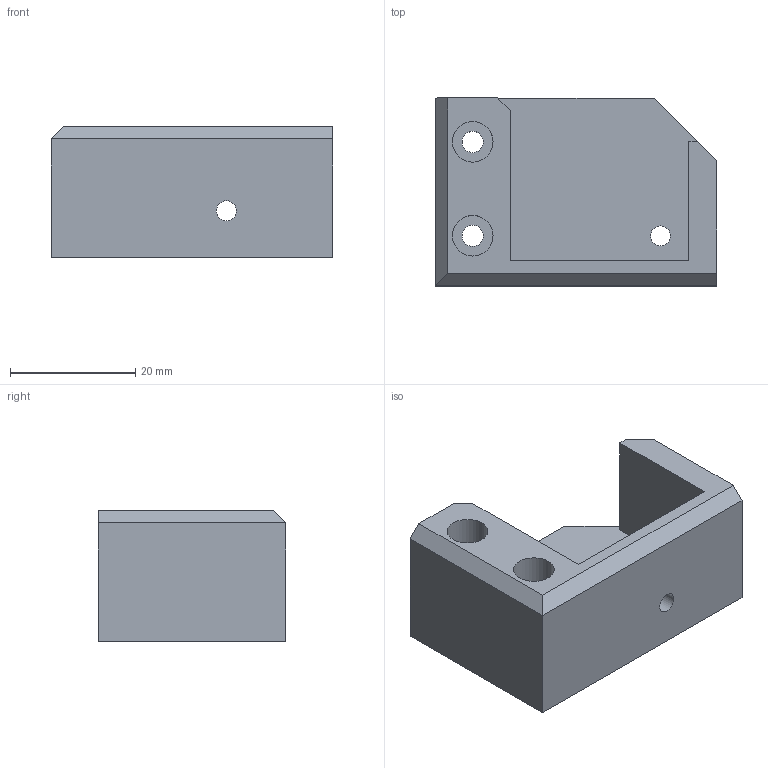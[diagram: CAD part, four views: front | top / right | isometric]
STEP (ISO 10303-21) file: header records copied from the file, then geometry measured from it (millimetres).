
FILE_DESCRIPTION(('STEP AP214'), '1');
FILE_NAME('櫻蠉錪2^栖闉罻2', '', ('UNSPECIFIED'), ('UNSPECIFIED'), 'ASCON STEP Converter 1.3', 'ASCON Math Kernel', '');
FILE_SCHEMA(('AUTOMOTIVE_DESIGN { 1 0 10303 214 3 1 1}'));
Length unit declared in the file: millimetre
Products named in the file (1): 櫻蠉錪2^栖闉罻2
Bounding box: 45 x 30 x 21 mm (x, y, z)
Volume: 13593 mm3; surface area: 6984 mm2
Topology: 1 solids, 1 shells, 23 faces, 56 edges, 37 vertices
Faces by surface type: plane 17, cylinder 6
Full cylindrical faces by diameter (mm): 3.2 x2, 3.4 x2, 6.5 x2
Entity records: 888 total; most frequent: CARTESIAN_POINT 111, DIRECTION 110, ORIENTED_EDGE 100, EDGE_CURVE 50, EDGE_LOOP 39, LINE 38, VECTOR 38, VERTEX_POINT 37
